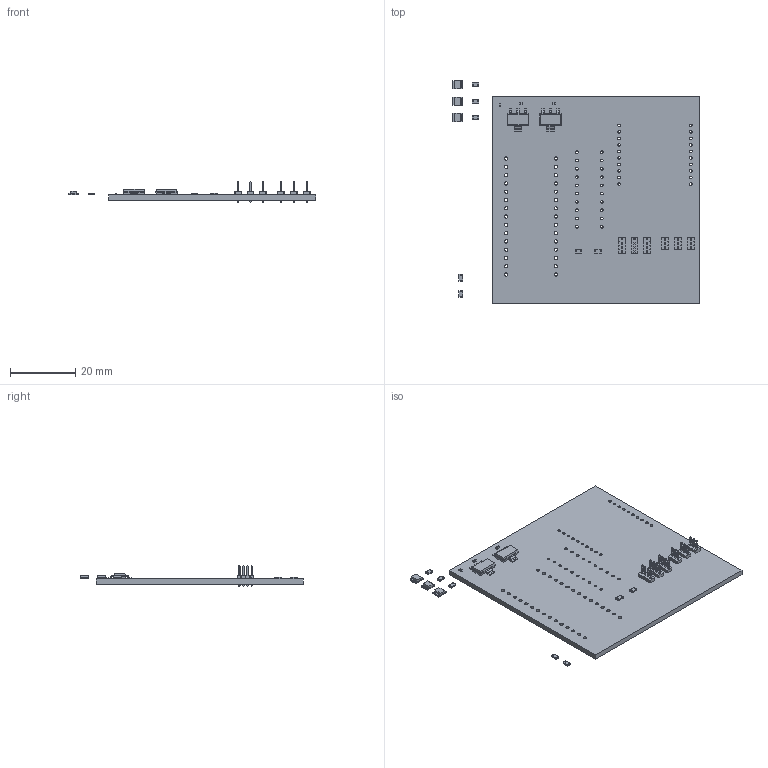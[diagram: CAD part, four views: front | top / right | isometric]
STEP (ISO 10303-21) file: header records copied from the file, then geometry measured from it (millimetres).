
FILE_DESCRIPTION(('KiCad electronic assembly'),'2;1');
FILE_NAME('spinnybot-motherboad.step','2021-03-23T19:07:04',('Pcbnew'),( 'Kicad'),'Open CASCADE STEP processor 6.9','KiCad to STEP converter' ,'Unknown');
FILE_SCHEMA(('AUTOMOTIVE_DESIGN { 1 0 10303 214 1 1 1 1 }'));
Length unit declared in the file: millimetre
Products named in the file (14): spinnybot-motherboad 1; PinHeader_1x04_P1.27mm_Vertical; SOLID; LED_1210_3225Metric; C_0402_1005Metric; R_0805_2012Metric; PinHeader_1x03_P1.27mm_Vertical; SOT-223; COMPOUND
Assembly tree (28 placements, depth 3):
  spinnybot-motherboad 1
    PinHeader_1x04_P1.27mm_Vertical  x3
      SOLID
    LED_1210_3225Metric  x3
      SOLID
    C_0402_1005Metric  x3
      SOLID
    R_0805_2012Metric  x7
      SOLID
    PinHeader_1x03_P1.27mm_Vertical  x3
      SOLID
    SOT-223  x2
      SOLID
    COMPOUND
Bounding box: 75.81 x 68.2 x 6.3 mm (x, y, z)
Volume: 6546.6 mm3; surface area: 9452.7 mm2
Topology: 22 solids, 22 shells, 1197 faces, 3030 edges, 1928 vertices
Faces by surface type: bspline 1100, cylinder 91, plane 6
Full cylindrical faces by diameter (mm): 0.65 x21, 0.787 x20, 0.8 x20, 1 x30
Entity records: 30341 total; most frequent: CARTESIAN_POINT 10123, B_SPLINE_CURVE_WITH_KNOTS 2497, ORIENTED_EDGE 2352, PCURVE 2352, DEFINITIONAL_REPRESENTATION 2352, EDGE_CURVE 1176, DIRECTION 1107, SURFACE_CURVE 1085
